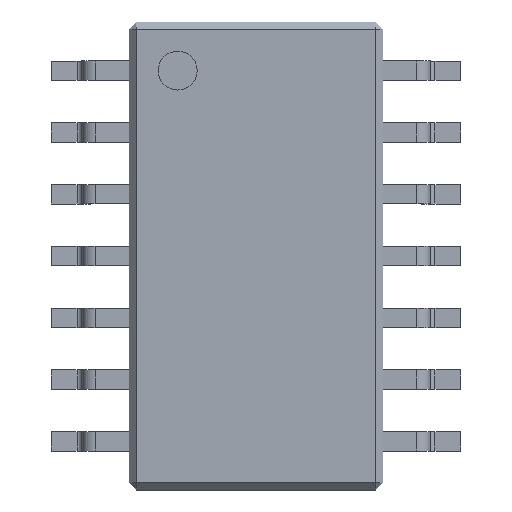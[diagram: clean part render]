
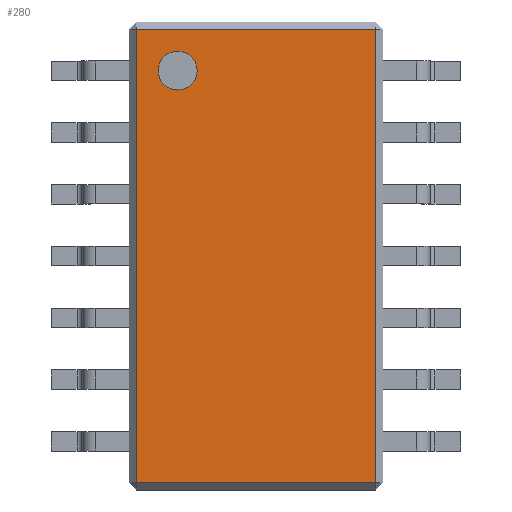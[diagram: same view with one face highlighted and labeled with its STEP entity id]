
A CAD part, top view. The second image highlights one B-rep face of the part: STEP entity #280.
In plain terms, the highlighted planar face has unit normal (0, 0, 1).
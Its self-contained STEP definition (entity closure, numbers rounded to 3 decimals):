
#13=DIRECTION('',(0.,0.,1.));
#14=DIRECTION('',(1.,0.,0.));
#77=VECTOR('',#78,1.);
#78=DIRECTION('',(0.,1.,0.));
#152=VERTEX_POINT('',#153);
#153=CARTESIAN_POINT('',(-2.46,-4.66,1.7));
#160=VERTEX_POINT('',#161);
#161=CARTESIAN_POINT('',(-2.46,4.66,1.7));
#166=ORIENTED_EDGE('',*,*,#167,.F.);
#167=EDGE_CURVE('',#152,#160,#168,.T.);
#168=LINE('',#169,#77);
#169=CARTESIAN_POINT('',(-2.46,-4.81,1.7));
#237=VECTOR('',#14,1.);
#280=ADVANCED_FACE('',(#281,#299),#308,.T.);
#281=FACE_BOUND('',#282,.T.);
#282=EDGE_LOOP('',(#166,#283,#289,#295));
#283=ORIENTED_EDGE('',*,*,#284,.T.);
#284=EDGE_CURVE('',#152,#285,#287,.T.);
#285=VERTEX_POINT('',#286);
#286=CARTESIAN_POINT('',(2.46,-4.66,1.7));
#287=LINE('',#288,#237);
#288=CARTESIAN_POINT('',(-2.61,-4.66,1.7));
#289=ORIENTED_EDGE('',*,*,#290,.T.);
#290=EDGE_CURVE('',#285,#291,#293,.T.);
#291=VERTEX_POINT('',#292);
#292=CARTESIAN_POINT('',(2.46,4.66,1.7));
#293=LINE('',#294,#77);
#294=CARTESIAN_POINT('',(2.46,-4.81,1.7));
#295=ORIENTED_EDGE('',*,*,#296,.F.);
#296=EDGE_CURVE('',#160,#291,#297,.T.);
#297=LINE('',#298,#237);
#298=CARTESIAN_POINT('',(-2.61,4.66,1.7));
#299=FACE_BOUND('',#300,.T.);
#300=EDGE_LOOP('',(#301));
#301=ORIENTED_EDGE('',*,*,#302,.F.);
#302=EDGE_CURVE('',#303,#303,#305,.T.);
#303=VERTEX_POINT('',#304);
#304=CARTESIAN_POINT('',(-1.21,3.81,1.7));
#305=CIRCLE('',#306,0.4);
#306=AXIS2_PLACEMENT_3D('',#307,#13,#14);
#307=CARTESIAN_POINT('',(-1.61,3.81,1.7));
#308=PLANE('',#309);
#309=AXIS2_PLACEMENT_3D('',#310,#13,#14);
#310=CARTESIAN_POINT('',(-2.61,-4.81,1.7));
